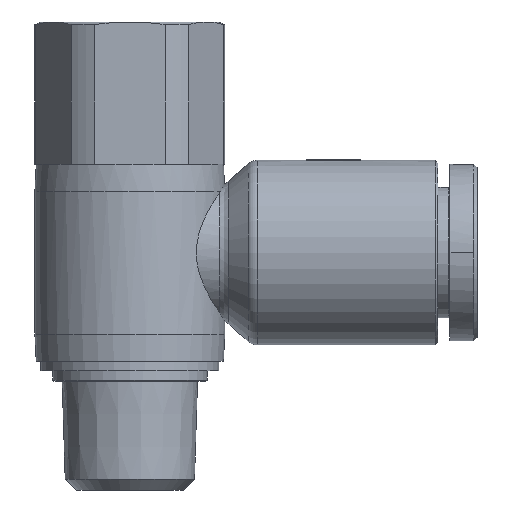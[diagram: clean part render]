
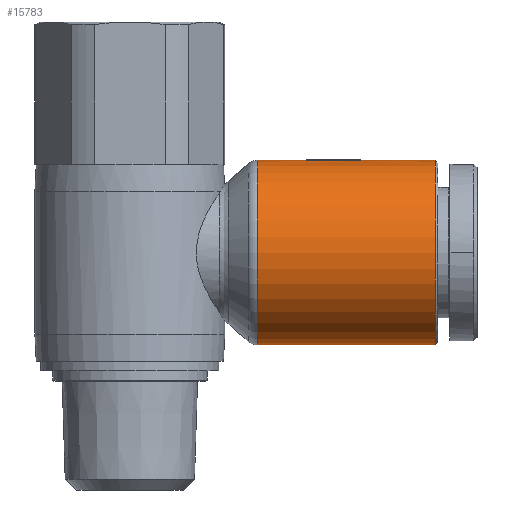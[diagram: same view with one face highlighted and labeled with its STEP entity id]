
A CAD part, front view. The second image highlights one B-rep face of the part: STEP entity #15783.
In plain terms, the highlighted cylindrical face has radius 6.8 mm (diameter 13.6 mm), a partial arc.
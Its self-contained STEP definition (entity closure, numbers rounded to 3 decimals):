
#141=CARTESIAN_POINT('',(-20.5,0.,6.8));
#142=VERTEX_POINT('',#141);
#143=CARTESIAN_POINT('',(-15.0,0.,6.8));
#144=VERTEX_POINT('',#143);
#145=CARTESIAN_POINT('',(-20.5,0.,6.8));
#146=DIRECTION('',(1.0,0.0,0.0));
#147=VECTOR('',#146,5.5);
#148=LINE('',#145,#147);
#149=EDGE_CURVE('',#142,#144,#148,.T.);
#151=CARTESIAN_POINT('',(-20.5,0.,-6.8));
#152=VERTEX_POINT('',#151);
#160=CARTESIAN_POINT('',(-7.384,0.,-6.8));
#161=VERTEX_POINT('',#160);
#162=CARTESIAN_POINT('',(-7.384,0.,-6.8));
#163=DIRECTION('',(-1.0,0.0,0.0));
#164=VECTOR('',#163,13.116);
#165=LINE('',#162,#164);
#166=EDGE_CURVE('',#161,#152,#165,.T.);
#168=CARTESIAN_POINT('',(-7.384,0.,6.8));
#169=VERTEX_POINT('',#168);
#177=CARTESIAN_POINT('',(-11.0,0.,6.8));
#178=VERTEX_POINT('',#177);
#179=CARTESIAN_POINT('',(-11.0,0.,6.8));
#180=DIRECTION('',(1.0,0.0,0.0));
#181=VECTOR('',#180,3.616);
#182=LINE('',#179,#181);
#183=EDGE_CURVE('',#178,#169,#182,.T.);
#226=CARTESIAN_POINT('',(-7.384,0.,0.));
#227=DIRECTION('',(1.0,0.0,0.0));
#228=DIRECTION('',(0.0,0.0,-1.0));
#229=AXIS2_PLACEMENT_3D('',#226,#227,#228);
#230=CIRCLE('',#229,6.8);
#231=EDGE_CURVE('',#161,#169,#230,.T.);
#3149=CARTESIAN_POINT('',(-20.5,0.,0.));
#3150=DIRECTION('',(-1.0,0.0,0.0));
#3151=DIRECTION('',(0.0,0.0,1.0));
#3152=AXIS2_PLACEMENT_3D('',#3149,#3150,#3151);
#3153=CIRCLE('',#3152,6.8);
#3154=EDGE_CURVE('',#142,#152,#3153,.T.);
#15383=CARTESIAN_POINT('',(-15.0,0.5,6.782));
#15384=VERTEX_POINT('',#15383);
#15391=CARTESIAN_POINT('',(-15.0,0.,0.));
#15392=DIRECTION('',(-1.0,0.0,0.0));
#15393=DIRECTION('',(0.0,0.0,1.0));
#15394=AXIS2_PLACEMENT_3D('',#15391,#15392,#15393);
#15395=CIRCLE('',#15394,6.8);
#15396=EDGE_CURVE('',#144,#15384,#15395,.T.);
#15430=CARTESIAN_POINT('',(-11.0,0.5,6.782));
#15431=VERTEX_POINT('',#15430);
#15432=CARTESIAN_POINT('',(-15.0,0.5,6.782));
#15433=DIRECTION('',(1.0,0.0,0.0));
#15434=VECTOR('',#15433,4.0);
#15435=LINE('',#15432,#15434);
#15436=EDGE_CURVE('',#15384,#15431,#15435,.T.);
#15461=CARTESIAN_POINT('',(-11.0,0.,0.));
#15462=DIRECTION('',(1.0,0.0,0.0));
#15463=DIRECTION('',(0.0,0.0,1.0));
#15464=AXIS2_PLACEMENT_3D('',#15461,#15462,#15463);
#15465=CIRCLE('',#15464,6.8);
#15466=EDGE_CURVE('',#15431,#178,#15465,.T.);
#15768=CARTESIAN_POINT('',(-13.0,0.,0.));
#15769=DIRECTION('',(1.0,0.,0.));
#15770=DIRECTION('',(0.0,0.0,1.0));
#15771=AXIS2_PLACEMENT_3D('',#15768,#15769,#15770);
#15772=CYLINDRICAL_SURFACE('',#15771,6.8);
#15773=ORIENTED_EDGE('',*,*,#149,.T.);
#15774=ORIENTED_EDGE('',*,*,#15396,.T.);
#15775=ORIENTED_EDGE('',*,*,#15436,.T.);
#15776=ORIENTED_EDGE('',*,*,#15466,.T.);
#15777=ORIENTED_EDGE('',*,*,#183,.T.);
#15778=ORIENTED_EDGE('',*,*,#231,.F.);
#15779=ORIENTED_EDGE('',*,*,#166,.T.);
#15780=ORIENTED_EDGE('',*,*,#3154,.F.);
#15781=EDGE_LOOP('',(#15773,#15774,#15775,#15776,#15777,#15778,#15779,#15780));
#15782=FACE_OUTER_BOUND('',#15781,.T.);
#15783=ADVANCED_FACE('',(#15782),#15772,.T.);
